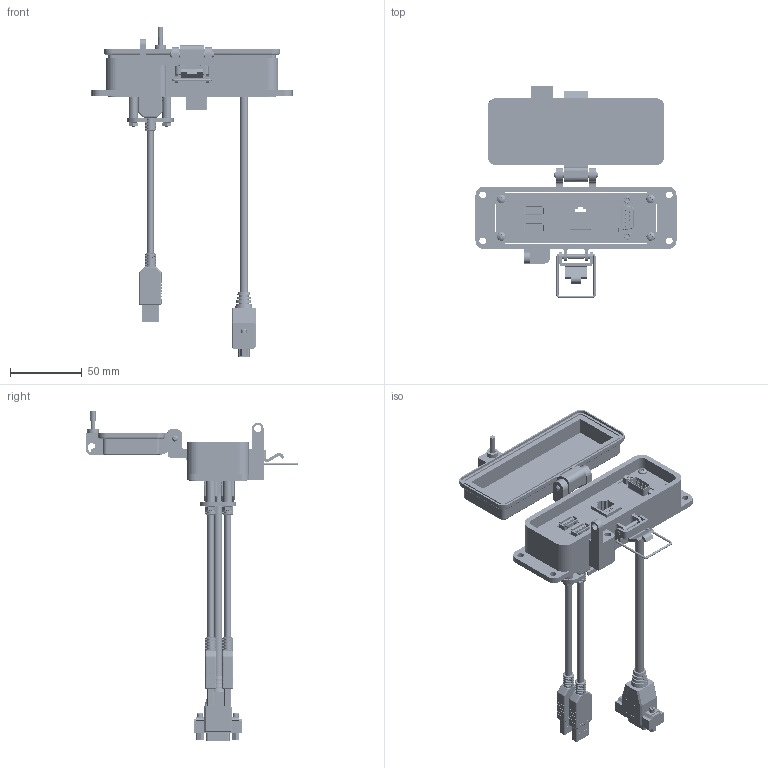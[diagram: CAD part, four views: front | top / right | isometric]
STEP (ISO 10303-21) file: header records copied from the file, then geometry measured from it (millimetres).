
FILE_DESCRIPTION (( 'STEP AP203' ), '1' );
FILE_NAME ('P-P1P11#2R2-H3RX-CXXX_3D.STEP', '2022-03-22T14:13:41', ( '' ), ( '' ), 'SwSTEP 2.0', 'SolidWorks 2021', '' );
FILE_SCHEMA (( 'CONFIG_CONTROL_DESIGN' ));
Length unit declared in the file: millimetre
Products named in the file (19): Z-001-SPR_1-1_4; P-P1P11#2R2-H3RX-CXXX_TP120_2; R2; Z-000-440316 NUT_95130A110; P-P1P11#2R2-H3RX-CXXX_FP060_1; Z-002-4401_4HN_90675A005; Z-000-440316 JACK SCREW_92710A212; Z-300-RJ45CAT5; Z-000-4243316TFP; -H3; Z-H-H3_B; Z-000-440112FH_90273A119; P11; P-P1P11#2R2-H3RX-CXXX_3D; P-P1P11#2R2-H3RX-CXXX_TP060_1; 92005A124_METRIC PAN HEAD PHILLIPS MACHINE SCREW_92005A124; P-P1P11#2R2-H3RX-CXXX_BP180_1; P1; Z-020-3047
Assembly tree (35 placements, depth 3):
  P-P1P11#2R2-H3RX-CXXX_3D
    -H3
      Z-H-H3_B
    P-P1P11#2R2-H3RX-CXXX_BP180_1
    P-P1P11#2R2-H3RX-CXXX_FP060_1
    P-P1P11#2R2-H3RX-CXXX_TP060_1
    P-P1P11#2R2-H3RX-CXXX_TP120_2
    Z-000-4243316TFP  x3
    P11  x2
      Z-020-3047
    Z-000-440112FH_90273A119  x4
    Z-001-SPR_1-1_4  x4
    Z-002-4401_4HN_90675A005  x4
    R2
      Z-300-RJ45CAT5
    P1
    Z-000-440316 JACK SCREW_92710A212  x2
    Z-000-440316 NUT_95130A110  x2
    92005A124_METRIC PAN HEAD PHILLIPS MACHINE SCREW_92005A124  x4
Bounding box: 140 x 147.61 x 229.8 mm (x, y, z)
Volume: 141627.6 mm3; surface area: 115944.3 mm2
Topology: 66 solids, 66 shells, 5903 faces, 16534 edges, 10793 vertices
Faces by surface type: cylinder 2733, plane 2317, bspline 490, cone 327, torus 28, sphere 8
Entity records: 126737 total; most frequent: CARTESIAN_POINT 48830, ORIENTED_EDGE 17072, DIRECTION 14075, EDGE_CURVE 8536, VERTEX_POINT 5593, LINE 4923, VECTOR 4923, AXIS2_PLACEMENT_3D 4576
